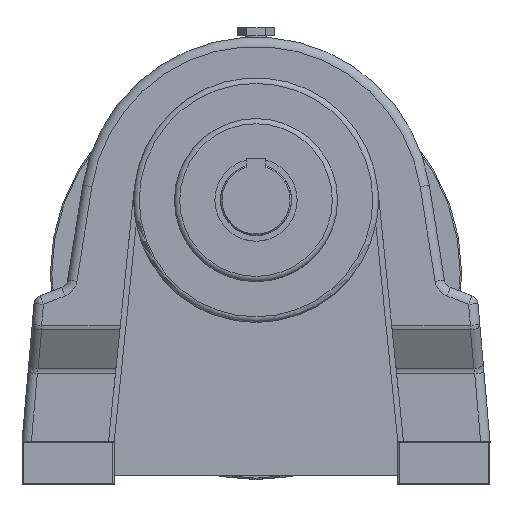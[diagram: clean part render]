
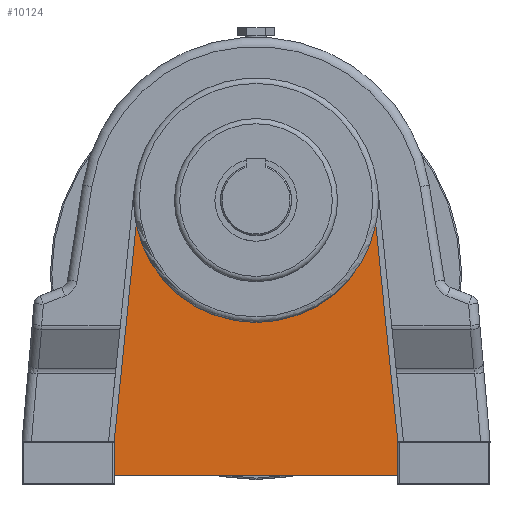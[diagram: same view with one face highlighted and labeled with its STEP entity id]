
A CAD part, top view. The second image highlights one B-rep face of the part: STEP entity #10124.
In plain terms, the highlighted planar face has unit normal (0, 0, 1).
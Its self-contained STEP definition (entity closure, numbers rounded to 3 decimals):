
#82=PLANE($,#10820);
#556=LINE($,#14654,#1719);
#576=LINE($,#14704,#1739);
#589=LINE($,#14731,#1752);
#673=LINE($,#15086,#1836);
#676=LINE($,#15093,#1839);
#1719=VECTOR($,#11680,200.);
#1739=VECTOR($,#11716,24.);
#1752=VECTOR($,#11735,24.);
#1836=VECTOR($,#12013,153.356);
#1839=VECTOR($,#12022,153.356);
#3091=FACE_OUTER_BOUND($,#3712,.T.);
#3712=EDGE_LOOP($,(#7426,#7427,#7428,#7429,#7430,#7431));
#4390=CIRCLE($,#10818,86.25);
#4648=VERTEX_POINT($,#14651);
#4649=VERTEX_POINT($,#14653);
#4671=VERTEX_POINT($,#14702);
#4682=VERTEX_POINT($,#14730);
#4762=VERTEX_POINT($,#15085);
#4763=VERTEX_POINT($,#15089);
#5624=EDGE_CURVE($,#4649,#4648,#556,.T.);
#5649=EDGE_CURVE($,#4648,#4671,#576,.T.);
#5663=EDGE_CURVE($,#4682,#4649,#589,.T.);
#5801=EDGE_CURVE($,#4762,#4682,#673,.T.);
#5803=EDGE_CURVE($,#4763,#4762,#4390,.T.);
#5805=EDGE_CURVE($,#4671,#4763,#676,.T.);
#7426=ORIENTED_EDGE($,*,*,#5663,.T.);
#7427=ORIENTED_EDGE($,*,*,#5624,.T.);
#7428=ORIENTED_EDGE($,*,*,#5649,.T.);
#7429=ORIENTED_EDGE($,*,*,#5805,.T.);
#7430=ORIENTED_EDGE($,*,*,#5803,.T.);
#7431=ORIENTED_EDGE($,*,*,#5801,.T.);
#10124=ADVANCED_FACE($,(#3091),#82,.T.);
#10818=AXIS2_PLACEMENT_3D($,#15090,#12017,#12018);
#10820=AXIS2_PLACEMENT_3D($,#15094,#12023,#12024);
#11680=DIRECTION($,(1.,0.,0.));
#11716=DIRECTION($,(0.,1.,0.));
#11735=DIRECTION($,(0.,-1.,0.));
#12013=DIRECTION($,(-0.101,-0.995,0.));
#12017=DIRECTION('center_axis',(0.,0.,-1.));
#12018=DIRECTION('ref_axis',(1.,0.,0.));
#12022=DIRECTION($,(-0.101,0.995,0.));
#12023=DIRECTION('center_axis',(0.,0.,1.));
#12024=DIRECTION('ref_axis',(1.,0.,0.));
#14651=CARTESIAN_POINT('',(100.,-194.,-16.344));
#14653=CARTESIAN_POINT('',(-100.,-194.,-16.344));
#14654=CARTESIAN_POINT($,(-100.,-194.,-16.344));
#14702=CARTESIAN_POINT('',(100.,-170.,-16.344));
#14704=CARTESIAN_POINT($,(100.,-194.,-16.344));
#14730=CARTESIAN_POINT('',(-100.,-170.,-16.344));
#14731=CARTESIAN_POINT($,(-100.,-170.,-16.344));
#15085=CARTESIAN_POINT('',(-84.47,-17.432,-16.344));
#15086=CARTESIAN_POINT($,(-84.47,-17.432,-16.344));
#15089=CARTESIAN_POINT('',(84.47,-17.432,-16.344));
#15090=CARTESIAN_POINT('Origin',(0.,0.,-16.344));
#15093=CARTESIAN_POINT($,(100.,-170.,-16.344));
#15094=CARTESIAN_POINT('Origin',(0.,0.,-16.344));
